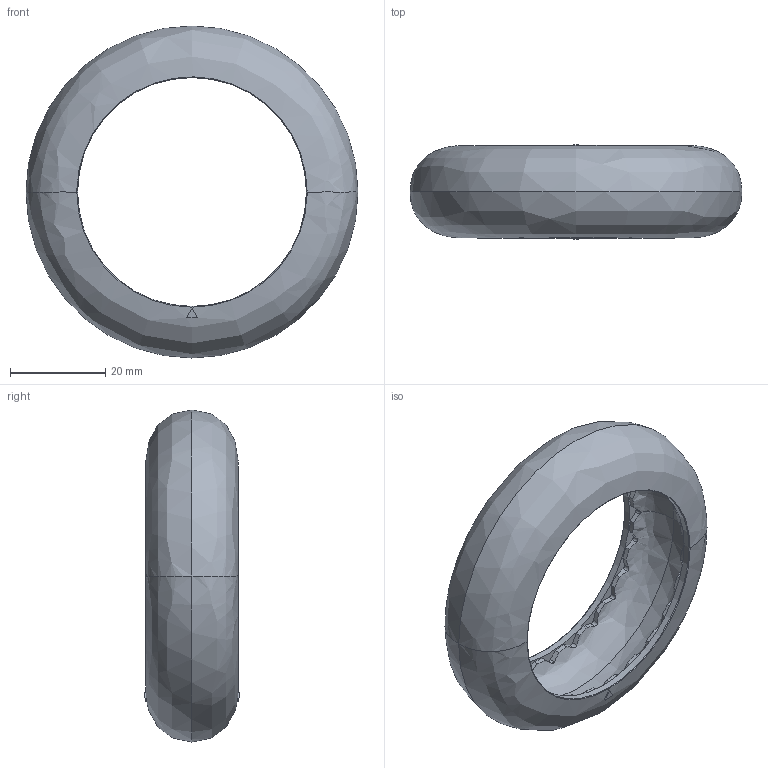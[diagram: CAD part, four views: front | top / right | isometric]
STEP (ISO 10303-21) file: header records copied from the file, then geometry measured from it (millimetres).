
FILE_DESCRIPTION(/* description */ (''),/* implementation_level */ '2;1');
FILE_NAME(/* name */ '2.75'''' (Diameter) Wheel-Parts\Tire.ipt.step',/* time_stamp */ '2020-04-16T23:27:22-04:00',/* author */ ('Jordan'),/* organization */ (''),/* preprocessor_version */ 'ST-DEVELOPER v17',/* originating_system */ 'Autodesk Inventor 2019',/* authorisation */ '');
FILE_SCHEMA (('AUTOMOTIVE_DESIGN { 1 0 10303 214 3 1 1 }'));
Length unit declared in the file: inch
Products named in the file (1): Tire
Bounding box: 69.85 x 19.99 x 69.85 mm (x, y, z)
Volume: 20414 mm3; surface area: 10692.8 mm2
Topology: 1 solids, 1 shells, 222 faces, 652 edges, 434 vertices
Faces by surface type: bspline 162, cylinder 50, plane 8, torus 2
Full cylindrical faces by diameter (mm): 48.15 x2
Entity records: 14449 total; most frequent: CARTESIAN_POINT 9475, ORIENTED_EDGE 1304, EDGE_CURVE 652, DIRECTION 598, VERTEX_POINT 434, B_SPLINE_CURVE_WITH_KNOTS 310, EDGE_LOOP 226, FACE_OUTER_BOUND 222
